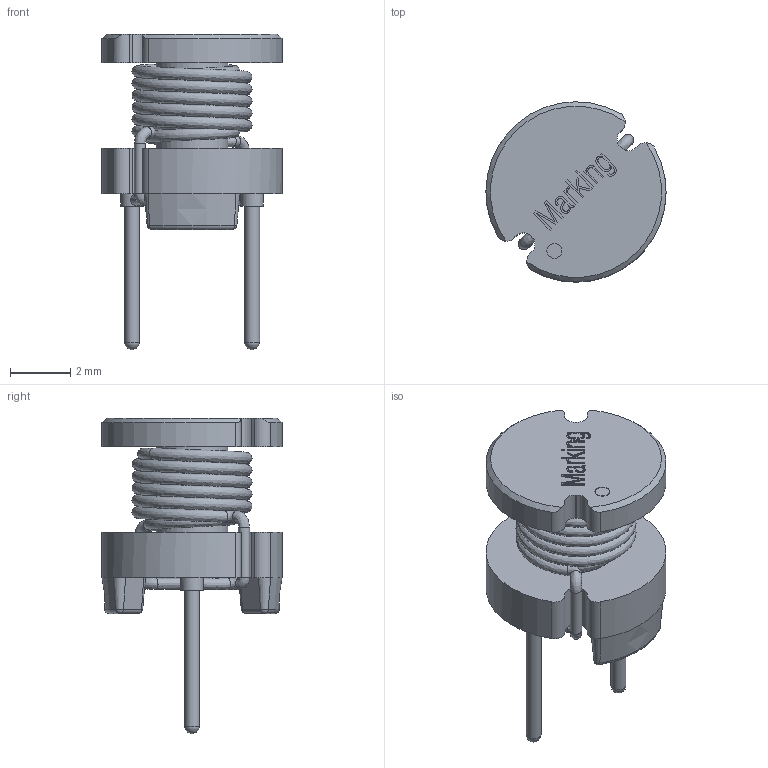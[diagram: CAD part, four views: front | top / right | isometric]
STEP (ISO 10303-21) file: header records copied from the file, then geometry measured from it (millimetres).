
FILE_DESCRIPTION(/* description */ ('Unknown'),/* implementation_level */ '2;1');
FILE_NAME(/* name */ 'L_Wurth_WE-TI_6065',/* time_stamp */ '2022-04-19T09:03:42+08:00',/* author */ ('Unknown'),/* organization */ ('Unknown'),/* preprocessor_version */ 'ST-DEVELOPER v16.7',/* originating_system */ 'Solid Edge',/* authorisation */ 'Unknown');
FILE_SCHEMA (('AUTOMOTIVE_DESIGN {1 0 10303 214 3 1 1}'));
Length unit declared in the file: millimetre
Products named in the file (2): L_Wurth_WE-TI_6065
Assembly tree (1 placements, depth 2):
  L_Wurth_WE-TI_6065
    L_Wurth_WE-TI_6065
Bounding box: 6 x 6 x 10.5 mm (x, y, z)
Volume: 102.1 mm3; surface area: 348.5 mm2
Topology: 1 solids, 1 shells, 180 faces, 463 edges, 300 vertices
Faces by surface type: plane 96, cylinder 36, bspline 24, cone 12, torus 10, sphere 2
Full cylindrical faces by diameter (mm): 0.38 x1, 0.381 x2, 0.5 x3, 0.75 x2, 2.4 x1
Entity records: 8499 total; most frequent: CARTESIAN_POINT 3071, ORIENTED_EDGE 848, DIRECTION 802, EDGE_CURVE 424, VERTEX_POINT 286, LINE 278, VECTOR 278, AXIS2_PLACEMENT_3D 262
